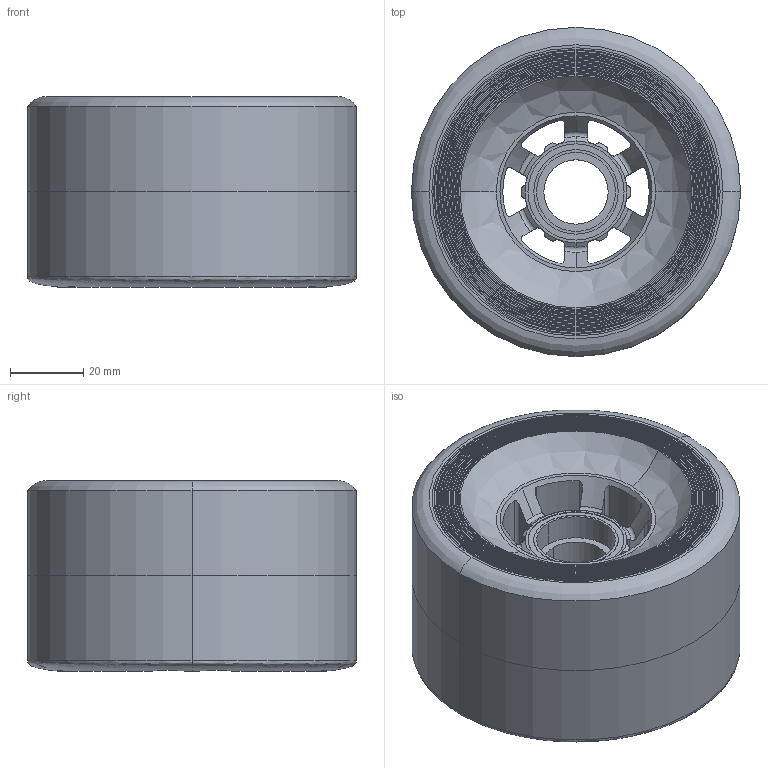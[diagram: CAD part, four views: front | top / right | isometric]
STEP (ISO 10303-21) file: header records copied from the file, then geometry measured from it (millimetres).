
FILE_DESCRIPTION((''),'2;1');
FILE_NAME('90MM_WHEEL_ASM','2015-06-01T',('Andrew'),(''),'CREO PARAMETRIC BY PTC INC, 2014440','CREO PARAMETRIC BY PTC INC, 2014440','');
FILE_SCHEMA(('CONFIG_CONTROL_DESIGN'));
Length unit declared in the file: millimetre
Products named in the file (3): HUB; URETHANE; 90MM_WHEEL_ASM
Assembly tree (2 placements, depth 2):
  90MM_WHEEL_ASM
    HUB
    URETHANE
Bounding box: 90 x 90 x 52.22 mm (x, y, z)
Volume: 256992.2 mm3; surface area: 44940 mm2
Topology: 2 solids, 2 shells, 257 faces, 662 edges, 426 vertices
Faces by surface type: cylinder 132, plane 63, torus 50, cone 8, revolution 4
Entity records: 8814 total; most frequent: CARTESIAN_POINT 2588, ORIENTED_EDGE 1324, DIRECTION 1258, EDGE_CURVE 662, AXIS2_PLACEMENT_3D 542, VERTEX_POINT 426, EDGE_LOOP 290, CIRCLE 284
